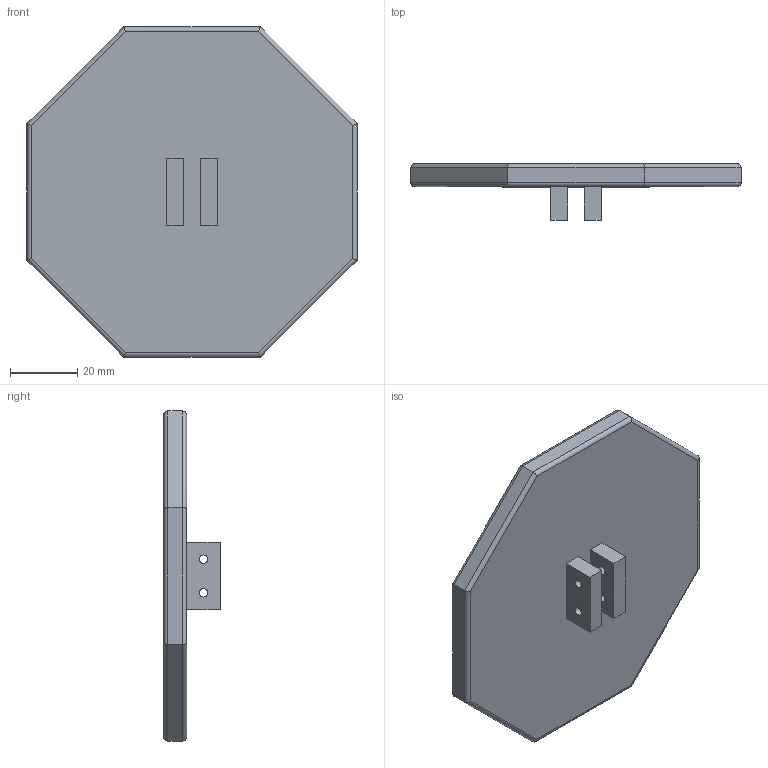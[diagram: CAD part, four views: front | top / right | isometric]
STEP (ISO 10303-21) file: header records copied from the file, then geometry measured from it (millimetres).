
FILE_DESCRIPTION(/* description */ (''),/* implementation_level */ '2;1');
FILE_NAME(/* name */ 'OV-PAM_large_bottom.stp',/* time_stamp */ '2023-07-19T17:44:14+09:00',/* author */ ('jsw'),/* organization */ (''),/* preprocessor_version */ 'ST-DEVELOPER v19.2',/* originating_system */ 'Autodesk Inventor 2024',/* authorisation */ '');
FILE_SCHEMA (('AUTOMOTIVE_DESIGN { 1 0 10303 214 3 1 1 }'));
Length unit declared in the file: millimetre
Products named in the file (1): OV-PAM_bottom_2
Bounding box: 98.18 x 16.8 x 98.18 mm (x, y, z)
Volume: 51153 mm3; surface area: 19524.5 mm2
Topology: 1 solids, 1 shells, 58 faces, 140 edges, 88 vertices
Faces by surface type: plane 38, cylinder 20
Full cylindrical faces by diameter (mm): 2.5 x4
Entity records: 1719 total; most frequent: CARTESIAN_POINT 287, DIRECTION 282, ORIENTED_EDGE 280, EDGE_CURVE 140, LINE 116, VECTOR 116, VERTEX_POINT 88, AXIS2_PLACEMENT_3D 83
